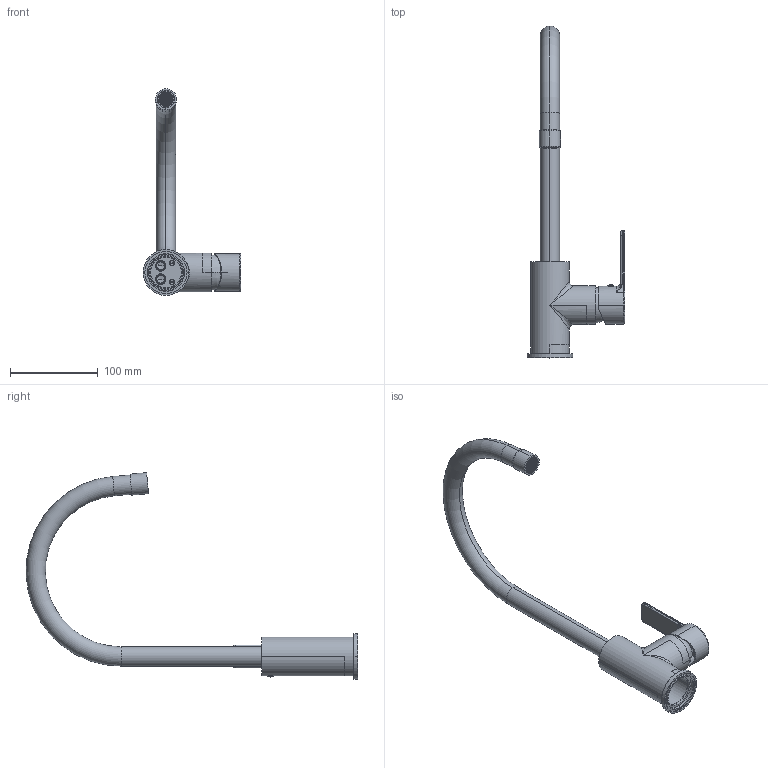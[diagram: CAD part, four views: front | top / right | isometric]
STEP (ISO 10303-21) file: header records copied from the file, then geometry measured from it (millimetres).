
FILE_DESCRIPTION((''),'2;1');
FILE_NAME('RED180CR','2021-11-08T16:27:03',('ut3'),('PAFFONI SpA'),'CREO PARAMETRIC BY PTC INC, 2020044','CREO PARAMETRIC BY PTC INC, 2020044','');
FILE_SCHEMA(('CONFIG_CONTROL_DESIGN','SHAPE_APPEARANCE_LAYERS_GROUPS'));
Length unit declared in the file: millimetre
Products named in the file (1): RED180CR
Bounding box: 111.23 x 377.2 x 234.97 mm (x, y, z)
Volume: 223151.4 mm3; surface area: 146332.9 mm2
Topology: 4 solids, 4 shells, 3570 faces, 10552 edges, 6880 vertices
Faces by surface type: plane 2541, cylinder 604, cone 189, torus 91, bspline 65, sphere 59, extrusion 21
Entity records: 153928 total; most frequent: CARTESIAN_POINT 30679, ORIENTED_EDGE 21018, DIRECTION 19819, EDGE_CURVE 10509, VECTOR 6979, LINE 6958, VERTEX_POINT 6880, AXIS2_PLACEMENT_3D 6420
